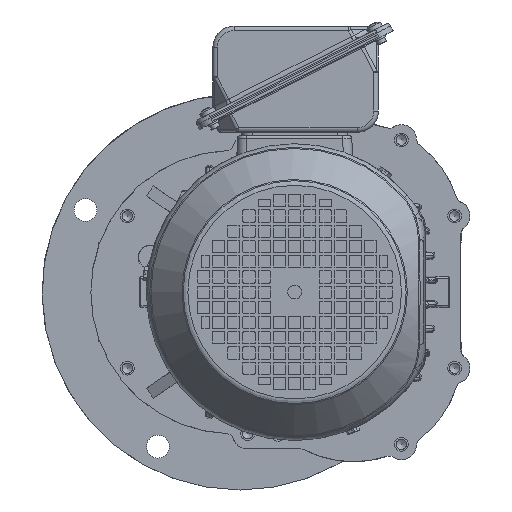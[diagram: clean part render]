
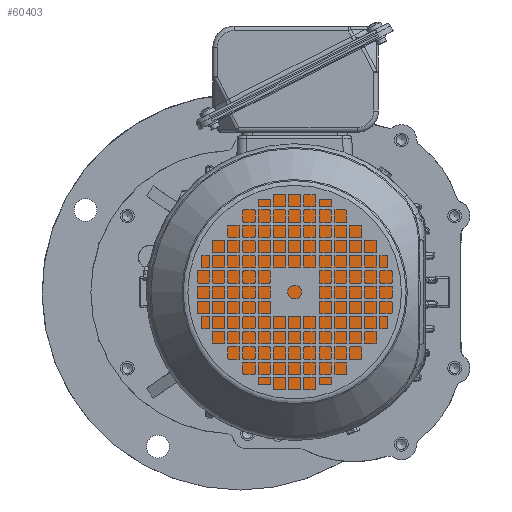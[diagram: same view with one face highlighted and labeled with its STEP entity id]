
A CAD part, left-side view. The second image highlights one B-rep face of the part: STEP entity #60403.
In plain terms, the highlighted planar face has unit normal (-1, 0, 0).
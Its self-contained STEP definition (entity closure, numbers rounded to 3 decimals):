
#14208 = PLANE ( 'NONE',  #102719 ) ;
#16405 = DIRECTION ( 'NONE',  ( 0., -1., 0. ) ) ;
#19770 = ORIENTED_EDGE ( 'NONE', *, *, #23990, .T. ) ;
#23990 = EDGE_CURVE ( 'NONE', #74210, #74210, #65632, .T. ) ;
#24755 = DIRECTION ( 'NONE',  ( 1., 0., 0. ) ) ;
#60403 = ADVANCED_FACE ( 'NONE', ( #82682 ), #14208, .F. ) ;
#62148 = CARTESIAN_POINT ( 'NONE',  ( -358.8, -108.75, 50. ) ) ;
#65632 = CIRCLE ( 'NONE', #81635, 79. ) ;
#67057 = CARTESIAN_POINT ( 'NONE',  ( -358.8, -31.55, 50. ) ) ;
#68824 = DIRECTION ( 'NONE',  ( 0., -1., 0. ) ) ;
#74210 = VERTEX_POINT ( 'NONE', #108725 ) ;
#78847 = DIRECTION ( 'NONE',  ( -1., 0., 0. ) ) ;
#81635 = AXIS2_PLACEMENT_3D ( 'NONE', #62148, #78847, #68824 ) ;
#82682 = FACE_OUTER_BOUND ( 'NONE', #107458, .T. ) ;
#102719 = AXIS2_PLACEMENT_3D ( 'NONE', #67057, #24755, #16405 ) ;
#107458 = EDGE_LOOP ( 'NONE', ( #19770 ) ) ;
#108725 = CARTESIAN_POINT ( 'NONE',  ( -358.8, -187.75, 50. ) ) ;
